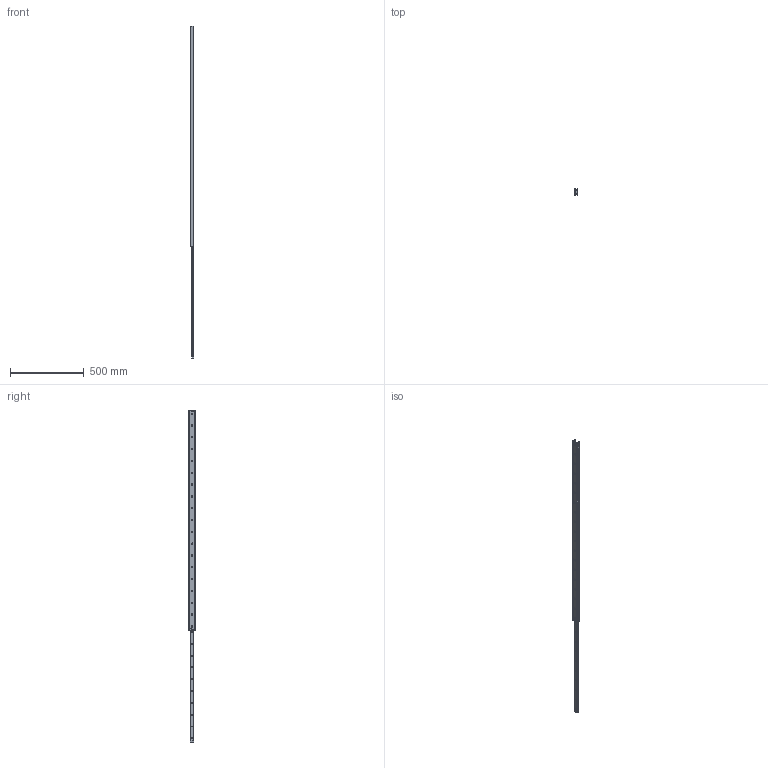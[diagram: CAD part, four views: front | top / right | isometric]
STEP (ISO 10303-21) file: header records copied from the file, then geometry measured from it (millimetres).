
FILE_DESCRIPTION((''),'2;1');
FILE_NAME('LCAE 43-1490.stp','2011-03-23T12:30:03',('MKoza'),(''),'Autodesk Inventor 2009','Autodesk Inventor 2009','');
FILE_SCHEMA(('AUTOMOTIVE_DESIGN { 1 0 10303 214 1 1 1 1 }'));
Length unit declared in the file: millimetre
Products named in the file (7): LCAE 43; LCM 43; KF.LCA 43; LLMG 43; VKB.L 43 6x13,5; VKB.L 43 M6x4; AS.L 43
Assembly tree (8 placements, depth 2):
  LCAE 43
    LCM 43
    KF.LCA 43
    LLMG 43
    VKB.L 43 6x13,5  x2
    VKB.L 43 M6x4
    AS.L 43  x2
Bounding box: 22 x 43 x 2248 mm (x, y, z)
Volume: 981377.5 mm3; surface area: 442318.7 mm2
Topology: 8 solids, 8 shells, 218 faces, 568 edges, 367 vertices
Faces by surface type: plane 87, bspline 82, cylinder 46, cone 3
Full cylindrical faces by diameter (mm): 6 x5, 7 x2
Entity records: 7265 total; most frequent: CARTESIAN_POINT 2474, DIRECTION 914, ORIENTED_EDGE 856, EDGE_CURVE 428, EDGE_LOOP 382, AXIS2_PLACEMENT_3D 354, VERTEX_POINT 328, CIRCLE 220
